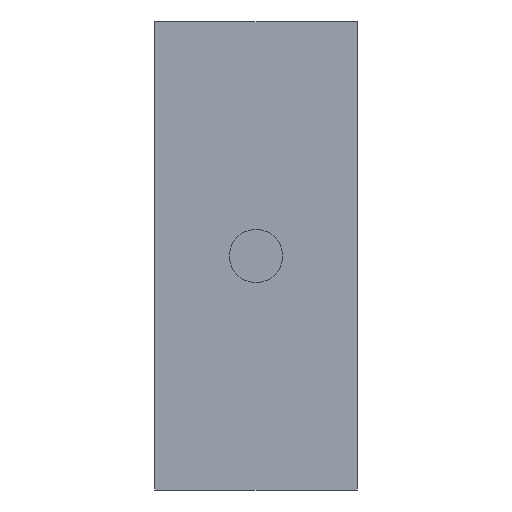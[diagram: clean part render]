
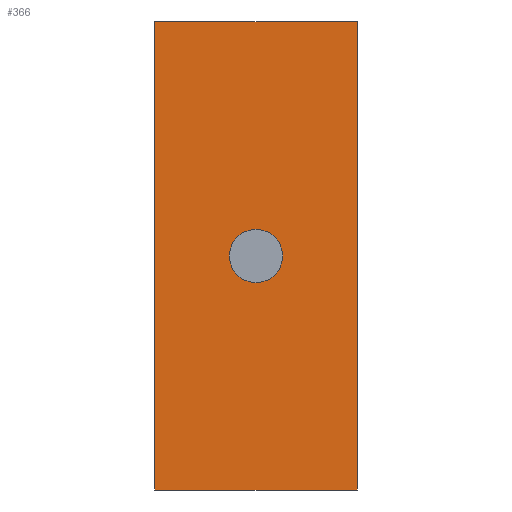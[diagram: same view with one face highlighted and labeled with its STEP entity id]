
A CAD part, front view. The second image highlights one B-rep face of the part: STEP entity #366.
In plain terms, the highlighted planar face has unit normal (0, -1, 0).
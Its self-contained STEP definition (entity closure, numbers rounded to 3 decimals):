
#7 = DIRECTION ( 'NONE',  ( 0., 1., 0. ) ) ;
#21 = CARTESIAN_POINT ( 'NONE',  ( 0., -9.898, -264.691 ) ) ;
#23 = EDGE_CURVE ( 'NONE', #441, #430, #420, .T. ) ;
#39 = DIRECTION ( 'NONE',  ( 0., 0., -1. ) ) ;
#43 = CARTESIAN_POINT ( 'NONE',  ( 19., -9.898, -215.691 ) ) ;
#50 = CARTESIAN_POINT ( 'NONE',  ( 38., -9.898, -264.691 ) ) ;
#54 = ORIENTED_EDGE ( 'NONE', *, *, #390, .F. ) ;
#67 = DIRECTION ( 'NONE',  ( 0., 0., 1. ) ) ;
#96 = CIRCLE ( 'NONE', #139, 5. ) ;
#100 = EDGE_CURVE ( 'NONE', #263, #517, #381, .T. ) ;
#104 = DIRECTION ( 'NONE',  ( 0., -1., 0. ) ) ;
#118 = ORIENTED_EDGE ( 'NONE', *, *, #278, .T. ) ;
#124 = CARTESIAN_POINT ( 'NONE',  ( 38., -9.898, -176.691 ) ) ;
#126 = VECTOR ( 'NONE', #133, 1000. ) ;
#129 = DIRECTION ( 'NONE',  ( 0., 0., 1. ) ) ;
#133 = DIRECTION ( 'NONE',  ( -1., 0., 0. ) ) ;
#139 = AXIS2_PLACEMENT_3D ( 'NONE', #360, #329, #129 ) ;
#158 = ORIENTED_EDGE ( 'NONE', *, *, #100, .T. ) ;
#184 = DIRECTION ( 'NONE',  ( 0., 0., -1. ) ) ;
#199 = DIRECTION ( 'NONE',  ( 0., 0., 1. ) ) ;
#204 = LINE ( 'NONE', #211, #282 ) ;
#211 = CARTESIAN_POINT ( 'NONE',  ( 38., -9.898, -176.691 ) ) ;
#243 = FACE_OUTER_BOUND ( 'NONE', #395, .T. ) ;
#249 = LINE ( 'NONE', #50, #126 ) ;
#252 = CARTESIAN_POINT ( 'NONE',  ( 0., -9.898, -176.691 ) ) ;
#254 = VECTOR ( 'NONE', #184, 1000. ) ;
#263 = VERTEX_POINT ( 'NONE', #252 ) ;
#278 = EDGE_CURVE ( 'NONE', #491, #263, #204, .T. ) ;
#281 = PLANE ( 'NONE',  #319 ) ;
#282 = VECTOR ( 'NONE', #294, 1000. ) ;
#294 = DIRECTION ( 'NONE',  ( -1., 0., 0. ) ) ;
#303 = CARTESIAN_POINT ( 'NONE',  ( 19., -9.898, -220.691 ) ) ;
#319 = AXIS2_PLACEMENT_3D ( 'NONE', #404, #7, #199 ) ;
#322 = CARTESIAN_POINT ( 'NONE',  ( 38., -9.898, -264.691 ) ) ;
#329 = DIRECTION ( 'NONE',  ( 0., -1., 0. ) ) ;
#360 = CARTESIAN_POINT ( 'NONE',  ( 19., -9.898, -220.691 ) ) ;
#361 = ORIENTED_EDGE ( 'NONE', *, *, #23, .F. ) ;
#366 = ADVANCED_FACE ( 'NONE', ( #375, #243 ), #281, .F. ) ;
#375 = FACE_BOUND ( 'NONE', #403, .T. ) ;
#377 = EDGE_CURVE ( 'NONE', #430, #441, #96, .T. ) ;
#381 = LINE ( 'NONE', #453, #254 ) ;
#390 = EDGE_CURVE ( 'NONE', #443, #517, #249, .T. ) ;
#392 = VECTOR ( 'NONE', #39, 1000. ) ;
#395 = EDGE_LOOP ( 'NONE', ( #158, #54, #479, #118 ) ) ;
#403 = EDGE_LOOP ( 'NONE', ( #361, #439 ) ) ;
#404 = CARTESIAN_POINT ( 'NONE',  ( 38., -9.898, -176.691 ) ) ;
#409 = EDGE_CURVE ( 'NONE', #491, #443, #486, .T. ) ;
#419 = CARTESIAN_POINT ( 'NONE',  ( 19., -9.898, -225.691 ) ) ;
#420 = CIRCLE ( 'NONE', #494, 5. ) ;
#430 = VERTEX_POINT ( 'NONE', #419 ) ;
#439 = ORIENTED_EDGE ( 'NONE', *, *, #377, .F. ) ;
#441 = VERTEX_POINT ( 'NONE', #43 ) ;
#443 = VERTEX_POINT ( 'NONE', #322 ) ;
#453 = CARTESIAN_POINT ( 'NONE',  ( 0., -9.898, -176.691 ) ) ;
#479 = ORIENTED_EDGE ( 'NONE', *, *, #409, .F. ) ;
#486 = LINE ( 'NONE', #124, #392 ) ;
#491 = VERTEX_POINT ( 'NONE', #504 ) ;
#494 = AXIS2_PLACEMENT_3D ( 'NONE', #303, #104, #67 ) ;
#504 = CARTESIAN_POINT ( 'NONE',  ( 38., -9.898, -176.691 ) ) ;
#517 = VERTEX_POINT ( 'NONE', #21 ) ;
